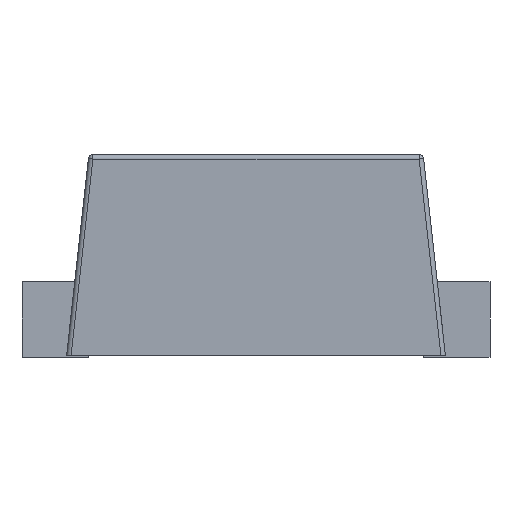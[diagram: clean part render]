
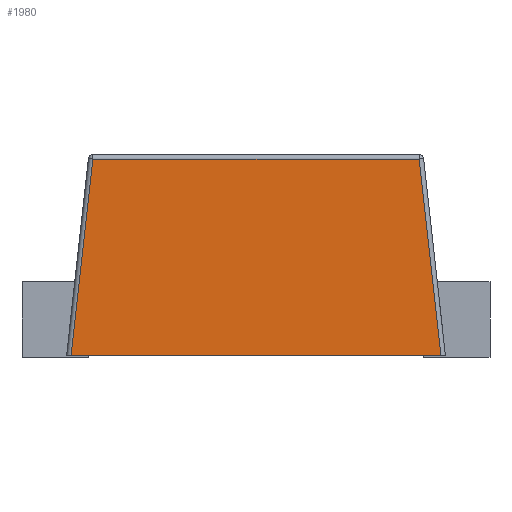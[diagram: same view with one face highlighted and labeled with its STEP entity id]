
A CAD part, left-side view. The second image highlights one B-rep face of the part: STEP entity #1980.
In plain terms, the highlighted planar face has unit normal (-1, 0, 0).
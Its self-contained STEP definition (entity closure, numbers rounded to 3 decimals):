
#191=FACE_OUTER_BOUND('',#303,.T.);
#303=EDGE_LOOP('',(#1335,#1336,#1337,#1338));
#413=LINE('',#2541,#594);
#471=LINE('',#2674,#652);
#472=LINE('',#2677,#653);
#473=LINE('',#2678,#654);
#594=VECTOR('',#2183,1000.);
#652=VECTOR('',#2277,1000.);
#653=VECTOR('',#2280,1000.);
#654=VECTOR('',#2281,1000.);
#776=VERTEX_POINT('',#2535);
#777=VERTEX_POINT('',#2540);
#822=VERTEX_POINT('',#2672);
#823=VERTEX_POINT('',#2676);
#954=EDGE_CURVE('',#776,#777,#413,.T.);
#1018=EDGE_CURVE('',#777,#822,#471,.T.);
#1019=EDGE_CURVE('',#823,#776,#472,.T.);
#1020=EDGE_CURVE('',#822,#823,#473,.T.);
#1335=ORIENTED_EDGE('',*,*,#1019,.F.);
#1336=ORIENTED_EDGE('',*,*,#1020,.F.);
#1337=ORIENTED_EDGE('',*,*,#1018,.F.);
#1338=ORIENTED_EDGE('',*,*,#954,.F.);
#1806=PLANE('',#2110);
#1980=ADVANCED_FACE('',(#191),#1806,.F.);
#2110=AXIS2_PLACEMENT_3D('',#2675,#2278,#2279);
#2183=DIRECTION('',(0.,1.,0.));
#2277=DIRECTION('',(0.,-0.11,0.994));
#2278=DIRECTION('center_axis',(1.,0.,0.));
#2279=DIRECTION('ref_axis',(0.,1.,0.));
#2280=DIRECTION('',(0.,-0.11,-0.994));
#2281=DIRECTION('',(0.,-1.,0.));
#2535=CARTESIAN_POINT('',(0.,0.01,0.));
#2540=CARTESIAN_POINT('',(0.,0.84,0.));
#2541=CARTESIAN_POINT('',(0.,0.85,0.));
#2672=CARTESIAN_POINT('',(0.,0.791,0.44));
#2674=CARTESIAN_POINT('',(0.,0.84,-0.001));
#2675=CARTESIAN_POINT('Origin',(0.,0.,0.45));
#2676=CARTESIAN_POINT('',(0.,0.059,0.44));
#2677=CARTESIAN_POINT('',(0.,0.059,0.44));
#2678=CARTESIAN_POINT('',(0.,0.,0.44));
